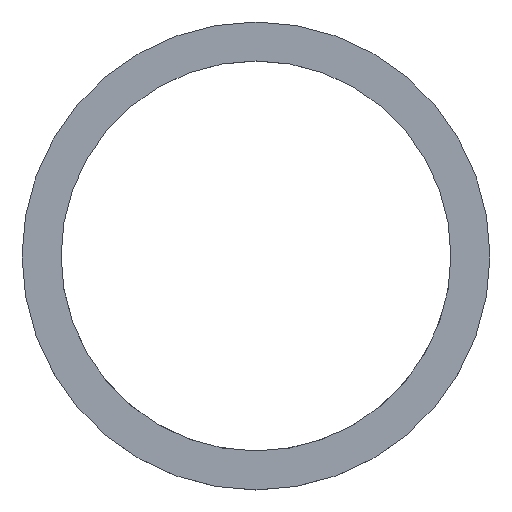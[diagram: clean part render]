
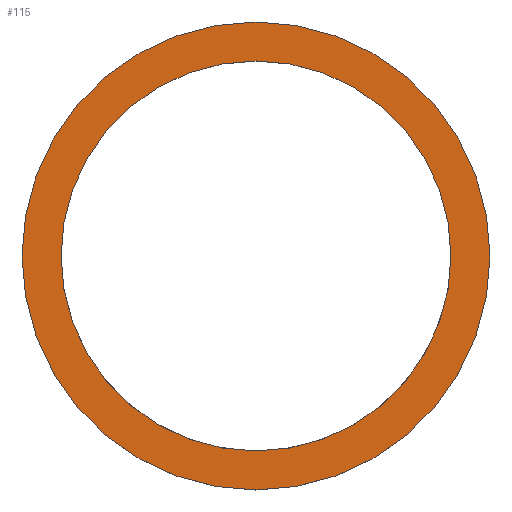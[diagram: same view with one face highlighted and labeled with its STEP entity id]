
A CAD part, top view. The second image highlights one B-rep face of the part: STEP entity #115.
In plain terms, the highlighted planar face has unit normal (0, 0, 1).
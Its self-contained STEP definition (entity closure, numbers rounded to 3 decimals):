
#38=AXIS2_PLACEMENT_3D('Circle Axis2P3D',#36,#37,$) ;
#86=AXIS2_PLACEMENT_3D('Plane Axis2P3D',#83,#84,#85) ;
#90=AXIS2_PLACEMENT_3D('Circle Axis2P3D',#88,#89,$) ;
#99=AXIS2_PLACEMENT_3D('Circle Axis2P3D',#97,#98,$) ;
#108=AXIS2_PLACEMENT_3D('Circle Axis2P3D',#106,#107,$) ;
#36=CARTESIAN_POINT('Axis2P3D Location',(12.,12.,1.2)) ;
#40=CARTESIAN_POINT('Vertex',(2.,12.,1.2)) ;
#42=CARTESIAN_POINT('Vertex',(22.,12.,1.2)) ;
#83=CARTESIAN_POINT('Axis2P3D Location',(12.,12.,1.2)) ;
#88=CARTESIAN_POINT('Axis2P3D Location',(12.,12.,1.2)) ;
#92=CARTESIAN_POINT('Vertex',(0.,12.,1.2)) ;
#94=CARTESIAN_POINT('Vertex',(24.,12.,1.2)) ;
#97=CARTESIAN_POINT('Axis2P3D Location',(12.,12.,1.2)) ;
#106=CARTESIAN_POINT('Axis2P3D Location',(12.,12.,1.2)) ;
#37=DIRECTION('Axis2P3D Direction',(-0.,0.,-1.)) ;
#84=DIRECTION('Axis2P3D Direction',(0.,0.,1.)) ;
#85=DIRECTION('Axis2P3D XDirection',(1.,0.,0.)) ;
#89=DIRECTION('Axis2P3D Direction',(0.,0.,1.)) ;
#98=DIRECTION('Axis2P3D Direction',(0.,0.,1.)) ;
#107=DIRECTION('Axis2P3D Direction',(0.,0.,1.)) ;
#103=ORIENTED_EDGE('',*,*,#96,.T.) ;
#104=ORIENTED_EDGE('',*,*,#101,.T.) ;
#112=ORIENTED_EDGE('',*,*,#44,.F.) ;
#113=ORIENTED_EDGE('',*,*,#110,.F.) ;
#114=FACE_BOUND('',#111,.T.) ;
#115=ADVANCED_FACE('Aufsatz-Linear austragen1',(#105,#114),#87,.T.) ;
#39=CIRCLE('generated circle',#38,10.) ;
#91=CIRCLE('generated circle',#90,12.) ;
#100=CIRCLE('generated circle',#99,12.) ;
#109=CIRCLE('generated circle',#108,10.) ;
#44=EDGE_CURVE('',#41,#43,#39,.F.) ;
#96=EDGE_CURVE('',#93,#95,#91,.T.) ;
#101=EDGE_CURVE('',#95,#93,#100,.T.) ;
#110=EDGE_CURVE('',#43,#41,#109,.T.) ;
#102=EDGE_LOOP('',(#103,#104)) ;
#111=EDGE_LOOP('',(#112,#113)) ;
#105=FACE_OUTER_BOUND('',#102,.T.) ;
#87=PLANE('',#86) ;
#41=VERTEX_POINT('',#40) ;
#43=VERTEX_POINT('',#42) ;
#93=VERTEX_POINT('',#92) ;
#95=VERTEX_POINT('',#94) ;
